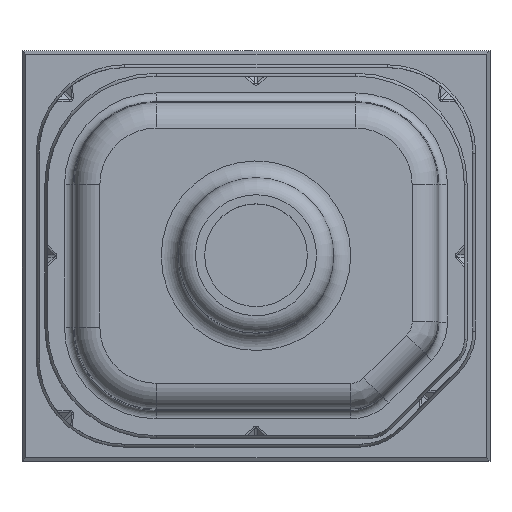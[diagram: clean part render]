
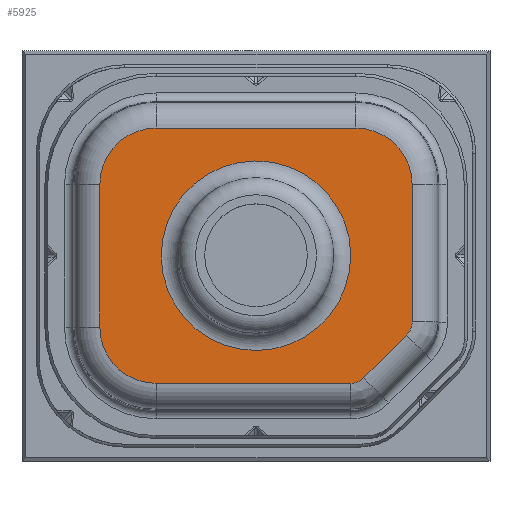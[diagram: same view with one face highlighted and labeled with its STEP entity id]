
A CAD part, top view. The second image highlights one B-rep face of the part: STEP entity #5925.
In plain terms, the highlighted planar face has unit normal (0, 0, 1).
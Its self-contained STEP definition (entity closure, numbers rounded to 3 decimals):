
#413=FACE_BOUND('',#1271,.T.);
#603=CIRCLE('',#6537,0.986);
#604=CIRCLE('',#6538,0.986);
#605=CIRCLE('',#6539,0.986);
#606=CIRCLE('',#6540,0.326);
#607=CIRCLE('',#6541,0.326);
#608=CIRCLE('',#6542,1.66);
#906=FACE_OUTER_BOUND('',#1270,.T.);
#1270=EDGE_LOOP('',(#4889,#4890,#4891,#4892,#4893,#4894,#4895,#4896,#4897,
#4898));
#1271=EDGE_LOOP('',(#4899));
#1752=LINE('',#11802,#2209);
#1753=LINE('',#11810,#2210);
#1754=LINE('',#11815,#2211);
#1755=LINE('',#11819,#2212);
#1756=LINE('',#11822,#2213);
#2209=VECTOR('',#7982,2.5);
#2210=VECTOR('',#7991,3.5);
#2211=VECTOR('',#7996,3.409);
#2212=VECTOR('',#7999,1.063);
#2213=VECTOR('',#8002,2.409);
#2711=VERTEX_POINT('',#11800);
#2712=VERTEX_POINT('',#11801);
#2713=VERTEX_POINT('',#11806);
#2714=VERTEX_POINT('',#11807);
#2715=VERTEX_POINT('',#11809);
#2716=VERTEX_POINT('',#11812);
#2717=VERTEX_POINT('',#11814);
#2718=VERTEX_POINT('',#11816);
#2719=VERTEX_POINT('',#11818);
#2720=VERTEX_POINT('',#11820);
#2721=VERTEX_POINT('',#11823);
#3464=EDGE_CURVE('',#2711,#2712,#1752,.T.);
#3467=EDGE_CURVE('',#2713,#2714,#603,.T.);
#3468=EDGE_CURVE('',#2714,#2715,#1753,.T.);
#3469=EDGE_CURVE('',#2715,#2711,#604,.T.);
#3470=EDGE_CURVE('',#2712,#2716,#605,.T.);
#3471=EDGE_CURVE('',#2716,#2717,#1754,.T.);
#3472=EDGE_CURVE('',#2717,#2718,#606,.T.);
#3473=EDGE_CURVE('',#2718,#2719,#1755,.T.);
#3474=EDGE_CURVE('',#2719,#2720,#607,.T.);
#3475=EDGE_CURVE('',#2720,#2713,#1756,.T.);
#3476=EDGE_CURVE('',#2721,#2721,#608,.T.);
#4889=ORIENTED_EDGE('',*,*,#3467,.T.);
#4890=ORIENTED_EDGE('',*,*,#3468,.T.);
#4891=ORIENTED_EDGE('',*,*,#3469,.T.);
#4892=ORIENTED_EDGE('',*,*,#3464,.T.);
#4893=ORIENTED_EDGE('',*,*,#3470,.T.);
#4894=ORIENTED_EDGE('',*,*,#3471,.T.);
#4895=ORIENTED_EDGE('',*,*,#3472,.T.);
#4896=ORIENTED_EDGE('',*,*,#3473,.T.);
#4897=ORIENTED_EDGE('',*,*,#3474,.T.);
#4898=ORIENTED_EDGE('',*,*,#3475,.T.);
#4899=ORIENTED_EDGE('',*,*,#3476,.T.);
#5670=PLANE('',#6536);
#5925=ADVANCED_FACE('',(#906,#413),#5670,.T.);
#6536=AXIS2_PLACEMENT_3D('',#11805,#7987,#7988);
#6537=AXIS2_PLACEMENT_3D('',#11808,#7989,#7990);
#6538=AXIS2_PLACEMENT_3D('',#11811,#7992,#7993);
#6539=AXIS2_PLACEMENT_3D('',#11813,#7994,#7995);
#6540=AXIS2_PLACEMENT_3D('',#11817,#7997,#7998);
#6541=AXIS2_PLACEMENT_3D('',#11821,#8000,#8001);
#6542=AXIS2_PLACEMENT_3D('',#11824,#8003,#8004);
#7982=DIRECTION('',(0.,-1.,0.));
#7987=DIRECTION('center_axis',(0.,0.,
1.));
#7988=DIRECTION('ref_axis',(1.,0.,0.));
#7989=DIRECTION('center_axis',(0.,0.,
1.));
#7990=DIRECTION('ref_axis',(1.,0.,0.));
#7991=DIRECTION('',(-1.,0.,0.));
#7992=DIRECTION('center_axis',(0.,0.,
1.));
#7993=DIRECTION('ref_axis',(0.,1.,0.));
#7994=DIRECTION('center_axis',(0.,0.,
1.));
#7995=DIRECTION('ref_axis',(-1.,0.,0.));
#7996=DIRECTION('',(1.,0.,0.));
#7997=DIRECTION('center_axis',(0.,0.,
1.));
#7998=DIRECTION('ref_axis',(0.,-1.,0.));
#7999=DIRECTION('',(0.707,0.707,0.));
#8000=DIRECTION('center_axis',(0.,0.,
1.));
#8001=DIRECTION('ref_axis',(0.707,-0.707,0.));
#8002=DIRECTION('',(0.,1.,0.));
#8003=DIRECTION('center_axis',(0.,0.,
-1.));
#8004=DIRECTION('ref_axis',(1.,0.,0.));
#11800=CARTESIAN_POINT('',(3.187,6.184,3.201));
#11801=CARTESIAN_POINT('',(3.187,3.684,3.201));
#11802=CARTESIAN_POINT('',(3.187,6.184,3.201));
#11805=CARTESIAN_POINT('Origin',(2.744,3.684,3.201));
#11806=CARTESIAN_POINT('',(8.659,6.184,3.201));
#11807=CARTESIAN_POINT('',(7.673,7.171,3.201));
#11808=CARTESIAN_POINT('Origin',(7.673,6.184,3.201));
#11809=CARTESIAN_POINT('',(4.173,7.171,3.201));
#11810=CARTESIAN_POINT('',(7.673,7.171,3.201));
#11811=CARTESIAN_POINT('Origin',(4.173,6.184,3.201));
#11812=CARTESIAN_POINT('',(4.173,2.698,3.201));
#11813=CARTESIAN_POINT('Origin',(4.173,3.684,3.201));
#11814=CARTESIAN_POINT('',(7.582,2.698,3.201));
#11815=CARTESIAN_POINT('',(4.173,2.698,3.201));
#11816=CARTESIAN_POINT('',(7.812,2.794,3.201));
#11817=CARTESIAN_POINT('Origin',(7.582,3.024,3.201));
#11818=CARTESIAN_POINT('',(8.564,3.545,3.201));
#11819=CARTESIAN_POINT('',(7.812,2.794,3.201));
#11820=CARTESIAN_POINT('',(8.659,3.776,3.201));
#11821=CARTESIAN_POINT('Origin',(8.333,3.776,3.201));
#11822=CARTESIAN_POINT('',(8.659,3.776,3.201));
#11823=CARTESIAN_POINT('',(4.263,4.913,3.201));
#11824=CARTESIAN_POINT('Origin',(5.923,4.934,3.201));
